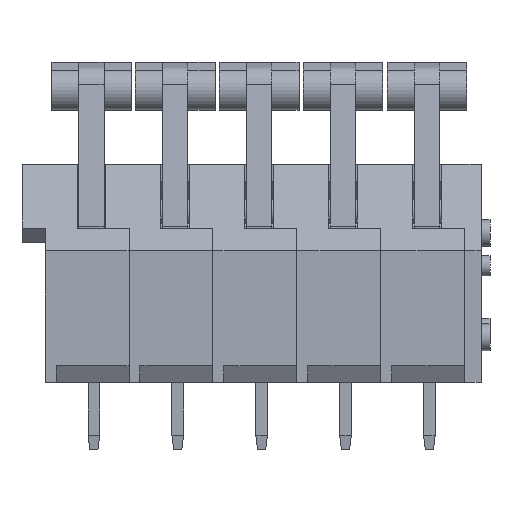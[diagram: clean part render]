
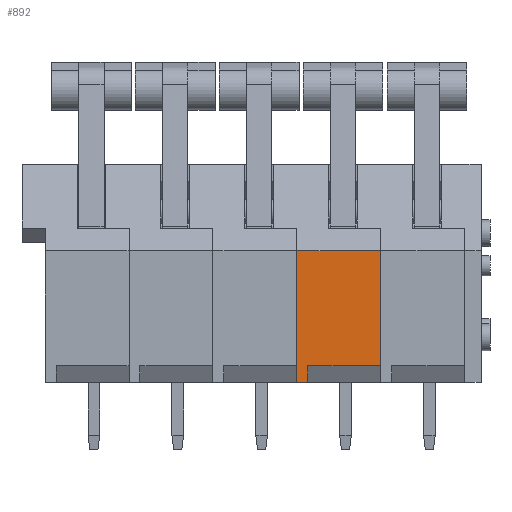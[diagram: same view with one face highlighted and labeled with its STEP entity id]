
A CAD part, front view. The second image highlights one B-rep face of the part: STEP entity #892.
In plain terms, the highlighted planar face has unit normal (0, -1, 0).
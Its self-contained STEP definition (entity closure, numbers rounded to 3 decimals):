
#892 = ADVANCED_FACE( '', ( #1733 ), #1734, .T. );
#1733 = FACE_OUTER_BOUND( '', #2569, .T. );
#1734 = PLANE( '', #2570 );
#2569 = EDGE_LOOP( '', ( #4745, #4746, #4747, #4748, #4749, #4750 ) );
#2570 = AXIS2_PLACEMENT_3D( '', #4751, #4752, #4753 );
#4745 = ORIENTED_EDGE( '', *, *, #5570, .T. );
#4746 = ORIENTED_EDGE( '', *, *, #5089, .T. );
#4747 = ORIENTED_EDGE( '', *, *, #5656, .T. );
#4748 = ORIENTED_EDGE( '', *, *, #5632, .T. );
#4749 = ORIENTED_EDGE( '', *, *, #5592, .F. );
#4750 = ORIENTED_EDGE( '', *, *, #5609, .F. );
#4751 = CARTESIAN_POINT( '', ( 2.5, -6.3, -3.925 ) );
#4752 = DIRECTION( '', ( 0., -1., 0. ) );
#4753 = DIRECTION( '', ( 0., 0., -1. ) );
#5089 = EDGE_CURVE( '', #6161, #6159, #6162, .T. );
#5570 = EDGE_CURVE( '', #6845, #6161, #6846, .T. );
#5592 = EDGE_CURVE( '', #6867, #6869, #6870, .T. );
#5609 = EDGE_CURVE( '', #6845, #6867, #6890, .T. );
#5632 = EDGE_CURVE( '', #6915, #6869, #6916, .T. );
#5656 = EDGE_CURVE( '', #6159, #6915, #6942, .T. );
#6159 = VERTEX_POINT( '', #7629 );
#6161 = VERTEX_POINT( '', #7632 );
#6162 = LINE( '', #7633, #7634 );
#6845 = VERTEX_POINT( '', #8653 );
#6846 = LINE( '', #8654, #8655 );
#6867 = VERTEX_POINT( '', #8686 );
#6869 = VERTEX_POINT( '', #8689 );
#6870 = LINE( '', #8690, #8691 );
#6890 = LINE( '', #8718, #8719 );
#6915 = VERTEX_POINT( '', #8752 );
#6916 = LINE( '', #8753, #8754 );
#6942 = LINE( '', #8786, #8787 );
#7629 = CARTESIAN_POINT( '', ( 2.5, -6.3, -2.925 ) );
#7632 = CARTESIAN_POINT( '', ( -1.85, -6.3, -2.925 ) );
#7633 = CARTESIAN_POINT( '', ( -1.85, -6.3, -2.925 ) );
#7634 = VECTOR( '', #9112, 1000. );
#8653 = CARTESIAN_POINT( '', ( -1.85, -6.3, -3.925 ) );
#8654 = CARTESIAN_POINT( '', ( -1.85, -6.3, -3.925 ) );
#8655 = VECTOR( '', #9595, 1000. );
#8686 = CARTESIAN_POINT( '', ( -2.5, -6.3, -3.925 ) );
#8689 = CARTESIAN_POINT( '', ( -2.5, -6.3, 3.925 ) );
#8690 = CARTESIAN_POINT( '', ( -2.5, -6.3, -3.925 ) );
#8691 = VECTOR( '', #9610, 1000. );
#8718 = CARTESIAN_POINT( '', ( 2.5, -6.3, -3.925 ) );
#8719 = VECTOR( '', #9624, 1000. );
#8752 = CARTESIAN_POINT( '', ( 2.5, -6.3, 3.925 ) );
#8753 = CARTESIAN_POINT( '', ( 2.5, -6.3, 3.925 ) );
#8754 = VECTOR( '', #9639, 1000. );
#8786 = CARTESIAN_POINT( '', ( 2.5, -6.3, -3.925 ) );
#8787 = VECTOR( '', #9652, 1000. );
#9112 = DIRECTION( '', ( 1., 0., 0. ) );
#9595 = DIRECTION( '', ( 0., 0., 1. ) );
#9610 = DIRECTION( '', ( 0., 0., 1. ) );
#9624 = DIRECTION( '', ( -1., 0., 0. ) );
#9639 = DIRECTION( '', ( -1., 0., 0. ) );
#9652 = DIRECTION( '', ( 0., 0., 1. ) );
